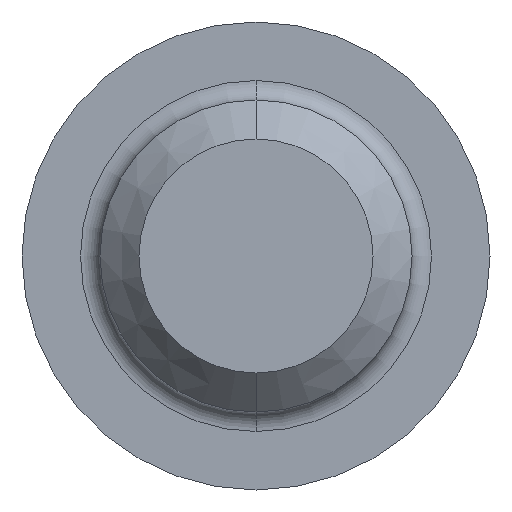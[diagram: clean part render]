
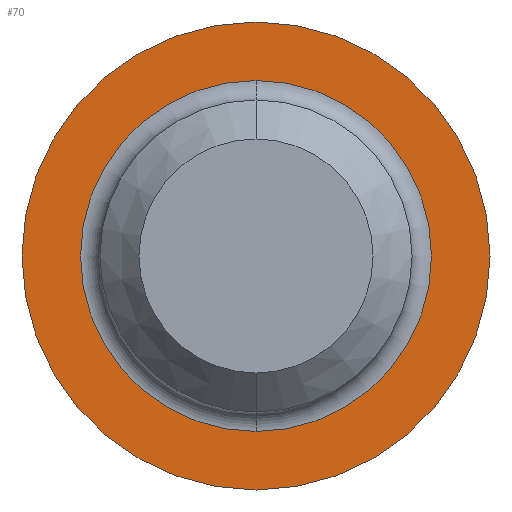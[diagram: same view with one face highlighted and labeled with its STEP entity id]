
A CAD part, front view. The second image highlights one B-rep face of the part: STEP entity #70.
In plain terms, the highlighted planar face has unit normal (0, -1, 0).
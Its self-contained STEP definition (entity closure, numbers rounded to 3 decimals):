
#7 = DIRECTION ( 'NONE',  ( 0., 0., 1. ) ) ;
#9 = ORIENTED_EDGE ( 'NONE', *, *, #315, .T. ) ;
#15 = FACE_OUTER_BOUND ( 'NONE', #252, .T. ) ;
#21 = EDGE_CURVE ( 'NONE', #79, #178, #223, .T. ) ;
#22 = AXIS2_PLACEMENT_3D ( 'NONE', #294, #319, #47 ) ;
#34 = CARTESIAN_POINT ( 'NONE',  ( -12.546, 38.267, -49.225 ) ) ;
#36 = DIRECTION ( 'NONE',  ( 0., 1., 0. ) ) ;
#42 = PLANE ( 'NONE',  #206 ) ;
#46 = AXIS2_PLACEMENT_3D ( 'NONE', #217, #36, #258 ) ;
#47 = DIRECTION ( 'NONE',  ( 0., 0., 1. ) ) ;
#58 = DIRECTION ( 'NONE',  ( 0., 1., 0. ) ) ;
#66 = CARTESIAN_POINT ( 'NONE',  ( -12.546, 38.267, -43.225 ) ) ;
#69 = VERTEX_POINT ( 'NONE', #34 ) ;
#70 = ADVANCED_FACE ( 'NONE', ( #312, #15 ), #42, .F. ) ;
#73 = CIRCLE ( 'NONE', #22, 6. ) ;
#79 = VERTEX_POINT ( 'NONE', #289 ) ;
#96 = VERTEX_POINT ( 'NONE', #317 ) ;
#110 = CARTESIAN_POINT ( 'NONE',  ( -12.546, 38.267, -38.725 ) ) ;
#126 = AXIS2_PLACEMENT_3D ( 'NONE', #184, #186, #7 ) ;
#134 = CIRCLE ( 'NONE', #126, 4.5 ) ;
#144 = DIRECTION ( 'NONE',  ( 0., 0., 1. ) ) ;
#149 = EDGE_LOOP ( 'NONE', ( #9, #156 ) ) ;
#154 = EDGE_CURVE ( 'NONE', #96, #69, #207, .T. ) ;
#156 = ORIENTED_EDGE ( 'NONE', *, *, #21, .T. ) ;
#157 = CARTESIAN_POINT ( 'NONE',  ( -12.546, 38.267, -43.225 ) ) ;
#176 = DIRECTION ( 'NONE',  ( 0., 1., 0. ) ) ;
#178 = VERTEX_POINT ( 'NONE', #110 ) ;
#184 = CARTESIAN_POINT ( 'NONE',  ( -12.546, 38.267, -43.225 ) ) ;
#186 = DIRECTION ( 'NONE',  ( 0., 1., 0. ) ) ;
#190 = EDGE_CURVE ( 'NONE', #69, #96, #73, .T. ) ;
#206 = AXIS2_PLACEMENT_3D ( 'NONE', #157, #58, #236 ) ;
#207 = CIRCLE ( 'NONE', #321, 6. ) ;
#215 = ORIENTED_EDGE ( 'NONE', *, *, #190, .F. ) ;
#217 = CARTESIAN_POINT ( 'NONE',  ( -12.546, 38.267, -43.225 ) ) ;
#223 = CIRCLE ( 'NONE', #46, 4.5 ) ;
#232 = ORIENTED_EDGE ( 'NONE', *, *, #154, .F. ) ;
#236 = DIRECTION ( 'NONE',  ( 0., 0., 1. ) ) ;
#252 = EDGE_LOOP ( 'NONE', ( #215, #232 ) ) ;
#258 = DIRECTION ( 'NONE',  ( 0., 0., 1. ) ) ;
#289 = CARTESIAN_POINT ( 'NONE',  ( -12.546, 38.267, -47.725 ) ) ;
#294 = CARTESIAN_POINT ( 'NONE',  ( -12.546, 38.267, -43.225 ) ) ;
#312 = FACE_BOUND ( 'NONE', #149, .T. ) ;
#315 = EDGE_CURVE ( 'NONE', #178, #79, #134, .T. ) ;
#317 = CARTESIAN_POINT ( 'NONE',  ( -12.546, 38.267, -37.225 ) ) ;
#319 = DIRECTION ( 'NONE',  ( 0., 1., 0. ) ) ;
#321 = AXIS2_PLACEMENT_3D ( 'NONE', #66, #176, #144 ) ;
